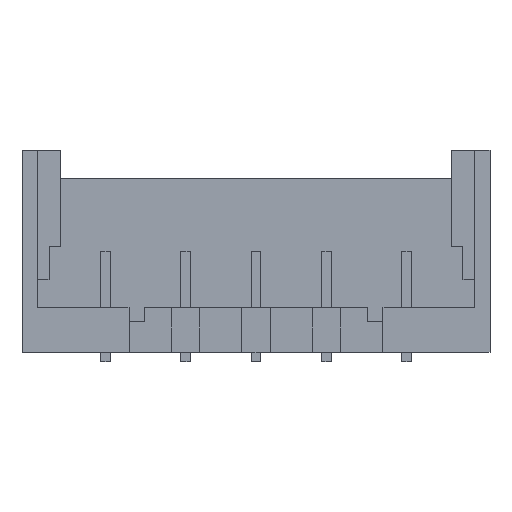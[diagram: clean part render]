
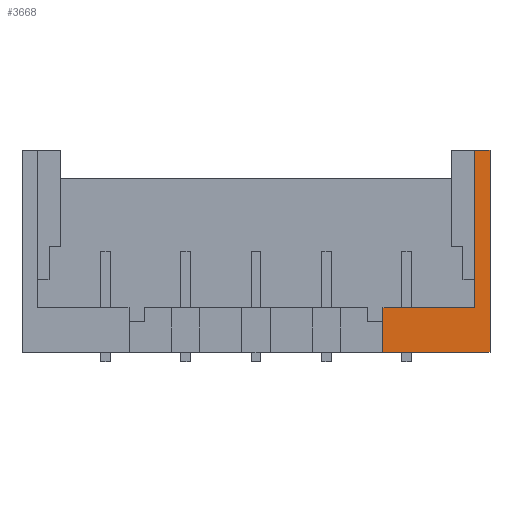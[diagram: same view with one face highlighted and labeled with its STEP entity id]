
A CAD part, top view. The second image highlights one B-rep face of the part: STEP entity #3668.
In plain terms, the highlighted planar face has unit normal (0, 0, 1).
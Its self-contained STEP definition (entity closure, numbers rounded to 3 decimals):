
#949 = PLANE('',#950);
#950 = AXIS2_PLACEMENT_3D('',#951,#952,#953);
#951 = CARTESIAN_POINT('',(4.975,-2.05,1.85));
#952 = DIRECTION('',(1.,0.,0.));
#953 = DIRECTION('',(0.,1.,0.));
#975 = PLANE('',#976);
#976 = AXIS2_PLACEMENT_3D('',#977,#978,#979);
#977 = CARTESIAN_POINT('',(4.975,-2.05,0.04));
#978 = DIRECTION('',(0.,1.,0.));
#979 = DIRECTION('',(-1.,0.,0.));
#1190 = VERTEX_POINT('',#1191);
#1191 = CARTESIAN_POINT('',(4.975,2.25,1.85));
#1205 = PLANE('',#1206);
#1206 = AXIS2_PLACEMENT_3D('',#1207,#1208,#1209);
#1207 = CARTESIAN_POINT('',(4.975,2.25,0.04));
#1208 = DIRECTION('',(0.,1.,0.));
#1209 = DIRECTION('',(-1.,0.,0.));
#1217 = EDGE_CURVE('',#1218,#1190,#1220,.T.);
#1218 = VERTEX_POINT('',#1219);
#1219 = CARTESIAN_POINT('',(4.975,-2.05,1.85));
#1220 = SURFACE_CURVE('',#1221,(#1225,#1232),.PCURVE_S1.);
#1221 = LINE('',#1222,#1223);
#1222 = CARTESIAN_POINT('',(4.975,-2.05,1.85));
#1223 = VECTOR('',#1224,1.);
#1224 = DIRECTION('',(0.,1.,0.));
#1225 = PCURVE('',#949,#1226);
#1226 = DEFINITIONAL_REPRESENTATION('',(#1227),#1231);
#1227 = LINE('',#1228,#1229);
#1228 = CARTESIAN_POINT('',(0.,0.));
#1229 = VECTOR('',#1230,1.);
#1230 = DIRECTION('',(1.,0.));
#1231 = ( GEOMETRIC_REPRESENTATION_CONTEXT(2) 
PARAMETRIC_REPRESENTATION_CONTEXT() REPRESENTATION_CONTEXT('2D SPACE',''
  ) );
#1232 = PCURVE('',#1233,#1238);
#1233 = PLANE('',#1234);
#1234 = AXIS2_PLACEMENT_3D('',#1235,#1236,#1237);
#1235 = CARTESIAN_POINT('',(4.975,-2.05,1.85));
#1236 = DIRECTION('',(0.,0.,1.));
#1237 = DIRECTION('',(0.,1.,0.));
#1238 = DEFINITIONAL_REPRESENTATION('',(#1239),#1243);
#1239 = LINE('',#1240,#1241);
#1240 = CARTESIAN_POINT('',(0.,0.));
#1241 = VECTOR('',#1242,1.);
#1242 = DIRECTION('',(1.,0.));
#1243 = ( GEOMETRIC_REPRESENTATION_CONTEXT(2) 
PARAMETRIC_REPRESENTATION_CONTEXT() REPRESENTATION_CONTEXT('2D SPACE',''
  ) );
#1608 = EDGE_CURVE('',#1609,#1218,#1611,.T.);
#1609 = VERTEX_POINT('',#1610);
#1610 = CARTESIAN_POINT('',(2.7,-2.05,1.85));
#1611 = SURFACE_CURVE('',#1612,(#1616,#1623),.PCURVE_S1.);
#1612 = LINE('',#1613,#1614);
#1613 = CARTESIAN_POINT('',(4.975,-2.05,1.85));
#1614 = VECTOR('',#1615,1.);
#1615 = DIRECTION('',(1.,0.,0.));
#1616 = PCURVE('',#975,#1617);
#1617 = DEFINITIONAL_REPRESENTATION('',(#1618),#1622);
#1618 = LINE('',#1619,#1620);
#1619 = CARTESIAN_POINT('',(0.,1.81));
#1620 = VECTOR('',#1621,1.);
#1621 = DIRECTION('',(-1.,0.));
#1622 = ( GEOMETRIC_REPRESENTATION_CONTEXT(2) 
PARAMETRIC_REPRESENTATION_CONTEXT() REPRESENTATION_CONTEXT('2D SPACE',''
  ) );
#1623 = PCURVE('',#1233,#1624);
#1624 = DEFINITIONAL_REPRESENTATION('',(#1625),#1629);
#1625 = LINE('',#1626,#1627);
#1626 = CARTESIAN_POINT('',(0.,0.));
#1627 = VECTOR('',#1628,1.);
#1628 = DIRECTION('',(0.,-1.));
#1629 = ( GEOMETRIC_REPRESENTATION_CONTEXT(2) 
PARAMETRIC_REPRESENTATION_CONTEXT() REPRESENTATION_CONTEXT('2D SPACE',''
  ) );
#1647 = PLANE('',#1648);
#1648 = AXIS2_PLACEMENT_3D('',#1649,#1650,#1651);
#1649 = CARTESIAN_POINT('',(2.7,-4.45,1.85));
#1650 = DIRECTION('',(1.,0.,0.));
#1651 = DIRECTION('',(0.,0.,-1.));
#3462 = VERTEX_POINT('',#3463);
#3463 = CARTESIAN_POINT('',(4.65,2.25,1.85));
#3477 = PLANE('',#3478);
#3478 = AXIS2_PLACEMENT_3D('',#3479,#3480,#3481);
#3479 = CARTESIAN_POINT('',(4.65,-1.1,1.5));
#3480 = DIRECTION('',(1.,0.,0.));
#3481 = DIRECTION('',(0.,0.,-1.));
#3489 = EDGE_CURVE('',#3462,#1190,#3490,.T.);
#3490 = SURFACE_CURVE('',#3491,(#3495,#3502),.PCURVE_S1.);
#3491 = LINE('',#3492,#3493);
#3492 = CARTESIAN_POINT('',(4.975,2.25,1.85));
#3493 = VECTOR('',#3494,1.);
#3494 = DIRECTION('',(1.,0.,0.));
#3495 = PCURVE('',#1205,#3496);
#3496 = DEFINITIONAL_REPRESENTATION('',(#3497),#3501);
#3497 = LINE('',#3498,#3499);
#3498 = CARTESIAN_POINT('',(0.,1.81));
#3499 = VECTOR('',#3500,1.);
#3500 = DIRECTION('',(-1.,0.));
#3501 = ( GEOMETRIC_REPRESENTATION_CONTEXT(2) 
PARAMETRIC_REPRESENTATION_CONTEXT() REPRESENTATION_CONTEXT('2D SPACE',''
  ) );
#3502 = PCURVE('',#1233,#3503);
#3503 = DEFINITIONAL_REPRESENTATION('',(#3504),#3508);
#3504 = LINE('',#3505,#3506);
#3505 = CARTESIAN_POINT('',(4.3,0.));
#3506 = VECTOR('',#3507,1.);
#3507 = DIRECTION('',(0.,-1.));
#3508 = ( GEOMETRIC_REPRESENTATION_CONTEXT(2) 
PARAMETRIC_REPRESENTATION_CONTEXT() REPRESENTATION_CONTEXT('2D SPACE',''
  ) );
#3668 = ADVANCED_FACE('',(#3669),#1233,.T.);
#3669 = FACE_BOUND('',#3670,.T.);
#3670 = EDGE_LOOP('',(#3671,#3694,#3695,#3696,#3697,#3720));
#3671 = ORIENTED_EDGE('',*,*,#3672,.F.);
#3672 = EDGE_CURVE('',#1609,#3673,#3675,.T.);
#3673 = VERTEX_POINT('',#3674);
#3674 = CARTESIAN_POINT('',(2.7,-1.1,1.85));
#3675 = SURFACE_CURVE('',#3676,(#3680,#3687),.PCURVE_S1.);
#3676 = LINE('',#3677,#3678);
#3677 = CARTESIAN_POINT('',(2.7,-4.45,1.85));
#3678 = VECTOR('',#3679,1.);
#3679 = DIRECTION('',(0.,1.,0.));
#3680 = PCURVE('',#1233,#3681);
#3681 = DEFINITIONAL_REPRESENTATION('',(#3682),#3686);
#3682 = LINE('',#3683,#3684);
#3683 = CARTESIAN_POINT('',(-2.4,2.275));
#3684 = VECTOR('',#3685,1.);
#3685 = DIRECTION('',(1.,0.));
#3686 = ( GEOMETRIC_REPRESENTATION_CONTEXT(2) 
PARAMETRIC_REPRESENTATION_CONTEXT() REPRESENTATION_CONTEXT('2D SPACE',''
  ) );
#3687 = PCURVE('',#1647,#3688);
#3688 = DEFINITIONAL_REPRESENTATION('',(#3689),#3693);
#3689 = LINE('',#3690,#3691);
#3690 = CARTESIAN_POINT('',(0.,0.));
#3691 = VECTOR('',#3692,1.);
#3692 = DIRECTION('',(0.,1.));
#3693 = ( GEOMETRIC_REPRESENTATION_CONTEXT(2) 
PARAMETRIC_REPRESENTATION_CONTEXT() REPRESENTATION_CONTEXT('2D SPACE',''
  ) );
#3694 = ORIENTED_EDGE('',*,*,#1608,.T.);
#3695 = ORIENTED_EDGE('',*,*,#1217,.T.);
#3696 = ORIENTED_EDGE('',*,*,#3489,.F.);
#3697 = ORIENTED_EDGE('',*,*,#3698,.F.);
#3698 = EDGE_CURVE('',#3699,#3462,#3701,.T.);
#3699 = VERTEX_POINT('',#3700);
#3700 = CARTESIAN_POINT('',(4.65,-1.1,1.85));
#3701 = SURFACE_CURVE('',#3702,(#3706,#3713),.PCURVE_S1.);
#3702 = LINE('',#3703,#3704);
#3703 = CARTESIAN_POINT('',(4.65,-1.1,1.85));
#3704 = VECTOR('',#3705,1.);
#3705 = DIRECTION('',(0.,1.,0.));
#3706 = PCURVE('',#1233,#3707);
#3707 = DEFINITIONAL_REPRESENTATION('',(#3708),#3712);
#3708 = LINE('',#3709,#3710);
#3709 = CARTESIAN_POINT('',(0.95,0.325));
#3710 = VECTOR('',#3711,1.);
#3711 = DIRECTION('',(1.,0.));
#3712 = ( GEOMETRIC_REPRESENTATION_CONTEXT(2) 
PARAMETRIC_REPRESENTATION_CONTEXT() REPRESENTATION_CONTEXT('2D SPACE',''
  ) );
#3713 = PCURVE('',#3477,#3714);
#3714 = DEFINITIONAL_REPRESENTATION('',(#3715),#3719);
#3715 = LINE('',#3716,#3717);
#3716 = CARTESIAN_POINT('',(-0.35,0.));
#3717 = VECTOR('',#3718,1.);
#3718 = DIRECTION('',(0.,1.));
#3719 = ( GEOMETRIC_REPRESENTATION_CONTEXT(2) 
PARAMETRIC_REPRESENTATION_CONTEXT() REPRESENTATION_CONTEXT('2D SPACE',''
  ) );
#3720 = ORIENTED_EDGE('',*,*,#3721,.F.);
#3721 = EDGE_CURVE('',#3673,#3699,#3722,.T.);
#3722 = SURFACE_CURVE('',#3723,(#3727,#3734),.PCURVE_S1.);
#3723 = LINE('',#3724,#3725);
#3724 = CARTESIAN_POINT('',(4.65,-1.1,1.85));
#3725 = VECTOR('',#3726,1.);
#3726 = DIRECTION('',(1.,0.,0.));
#3727 = PCURVE('',#1233,#3728);
#3728 = DEFINITIONAL_REPRESENTATION('',(#3729),#3733);
#3729 = LINE('',#3730,#3731);
#3730 = CARTESIAN_POINT('',(0.95,0.325));
#3731 = VECTOR('',#3732,1.);
#3732 = DIRECTION('',(0.,-1.));
#3733 = ( GEOMETRIC_REPRESENTATION_CONTEXT(2) 
PARAMETRIC_REPRESENTATION_CONTEXT() REPRESENTATION_CONTEXT('2D SPACE',''
  ) );
#3734 = PCURVE('',#3735,#3740);
#3735 = PLANE('',#3736);
#3736 = AXIS2_PLACEMENT_3D('',#3737,#3738,#3739);
#3737 = CARTESIAN_POINT('',(4.15,-1.1,1.5));
#3738 = DIRECTION('',(0.,1.,0.));
#3739 = DIRECTION('',(-1.,0.,0.));
#3740 = DEFINITIONAL_REPRESENTATION('',(#3741),#3745);
#3741 = LINE('',#3742,#3743);
#3742 = CARTESIAN_POINT('',(-0.5,0.35));
#3743 = VECTOR('',#3744,1.);
#3744 = DIRECTION('',(-1.,0.));
#3745 = ( GEOMETRIC_REPRESENTATION_CONTEXT(2) 
PARAMETRIC_REPRESENTATION_CONTEXT() REPRESENTATION_CONTEXT('2D SPACE',''
  ) );
